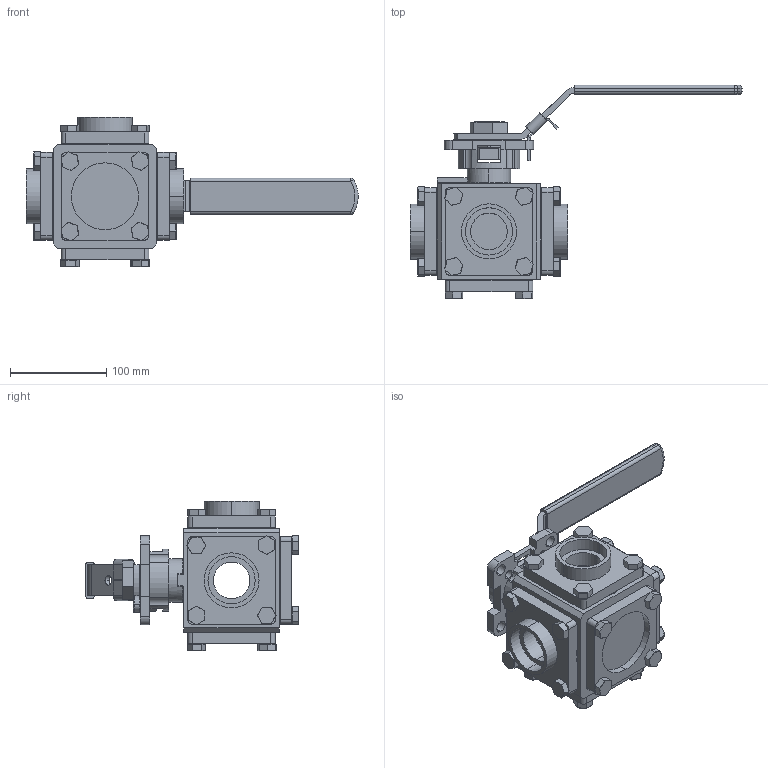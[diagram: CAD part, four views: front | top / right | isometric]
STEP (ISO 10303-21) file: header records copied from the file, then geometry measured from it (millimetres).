
FILE_DESCRIPTION (( 'STEP AP214' ), '1' );
FILE_NAME ('33-SW-0150-XXX.step', '2019-09-30T20:18:14', ( '' ), ( '' ), 'SwSTEP 2.0', 'SolidWorks 2019', '' );
FILE_SCHEMA (( 'AUTOMOTIVE_DESIGN' ));
Length unit declared in the file: inch
Products named in the file (2): 33-SW-0150-XXX
Bounding box: 344.85 x 221.52 x 155.14 mm (x, y, z)
Surface area: 214855.9 mm2 (no closed solid volume)
Topology: 0 solids, 40 shells, 573 faces, 1585 edges, 1045 vertices
Faces by surface type: plane 436, cylinder 116, torus 9, cone 6, sphere 4, bspline 2
Entity records: 25564 total; most frequent: CARTESIAN_POINT 3492, DIRECTION 3059, ORIENTED_EDGE 2714, EDGE_CURVE 1581, LINE 1175, VECTOR 1175, VERTEX_POINT 1045, AXIS2_PLACEMENT_3D 942
